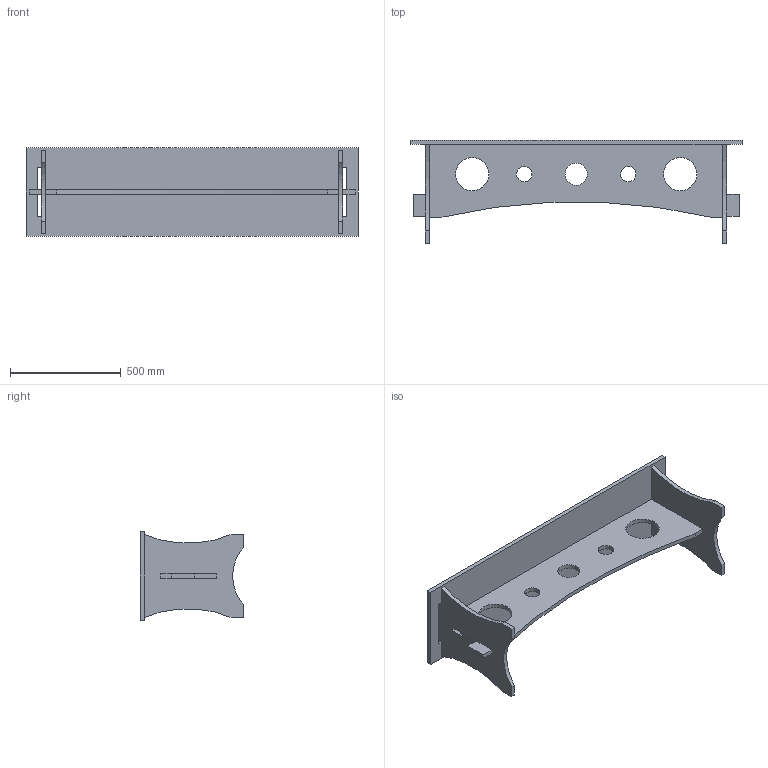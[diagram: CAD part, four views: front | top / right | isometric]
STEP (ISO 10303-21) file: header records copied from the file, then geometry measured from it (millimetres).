
FILE_DESCRIPTION(/* description */ ('STEP AP242','CAx-IF Rec.Pracs.---Representation and Presentation of Product Manufacturing Information (PMI)---4.0---2014-10-13','CAx-IF Rec.Pracs.---3D Tessellated Geometry---0.4---2014-09-14','2;1'),/* implementation_level */ '2;1');
FILE_NAME(/* name */ '66bc8c2cdab3612f5beb753b',/* time_stamp */ '2024-08-14T10:51:25Z',/* author */ (''),/* organization */ (''),/* preprocessor_version */ 'ST-DEVELOPER v20',/* originating_system */ ' ',/* authorisation */ ' ');
FILE_SCHEMA (('AP242_MANAGED_MODEL_BASED_3D_ENGINEERING_MIM_LF { 1 0 10303 442 1 1 4 }'));
Length unit declared in the file: metre
Products named in the file (4): id3; Part 1
Assembly tree (4 placements, depth 2):
  id3
    Part 1  x2
    Part 1
    Part 1
Bounding box: 1500 x 469 x 400 mm (x, y, z)
Volume: 22800899.3 mm3; surface area: 2724303.7 mm2
Topology: 4 solids, 4 shells, 95 faces, 261 edges, 174 vertices
Faces by surface type: plane 83, cylinder 12
Full cylindrical faces by diameter (mm): 70 x2, 100 x1, 150 x2
Entity records: 2537 total; most frequent: CARTESIAN_POINT 432, ORIENTED_EDGE 416, DIRECTION 390, EDGE_CURVE 208, LINE 190, VECTOR 190, VERTEX_POINT 142, EDGE_LOOP 100
